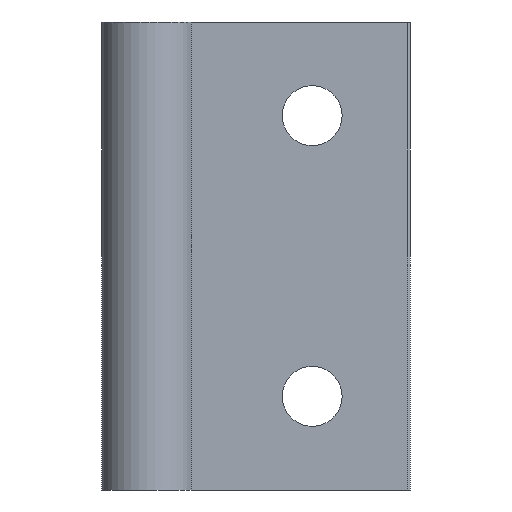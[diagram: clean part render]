
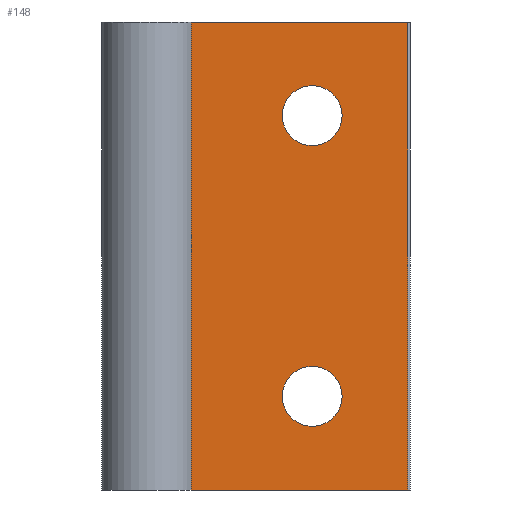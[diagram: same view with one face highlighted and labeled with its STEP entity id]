
A CAD part, front view. The second image highlights one B-rep face of the part: STEP entity #148.
In plain terms, the highlighted planar face has unit normal (0, -1, 0).
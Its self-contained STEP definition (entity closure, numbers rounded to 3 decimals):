
#16 = DIRECTION ( 'NONE',  ( 0., 0., 1. ) ) ;
#24 = CARTESIAN_POINT ( 'NONE',  ( 4.583, -2., -25. ) ) ;
#35 = DIRECTION ( 'NONE',  ( 0., -1., 0. ) ) ;
#39 = DIRECTION ( 'NONE',  ( 0., 0., 1. ) ) ;
#82 = AXIS2_PLACEMENT_3D ( 'NONE', #603, #605, #16 ) ;
#90 = AXIS2_PLACEMENT_3D ( 'NONE', #867, #815, #572 ) ;
#102 = AXIS2_PLACEMENT_3D ( 'NONE', #799, #817, #541 ) ;
#107 = VERTEX_POINT ( 'NONE', #494 ) ;
#124 = VERTEX_POINT ( 'NONE', #333 ) ;
#128 = AXIS2_PLACEMENT_3D ( 'NONE', #670, #35, #39 ) ;
#148 = ADVANCED_FACE ( 'NONE', ( #154, #729, #607 ), #227, .F. ) ;
#154 = FACE_OUTER_BOUND ( 'NONE', #479, .T. ) ;
#165 = VECTOR ( 'NONE', #838, 1000. ) ;
#166 = CIRCLE ( 'NONE', #128, 3.2 ) ;
#167 = AXIS2_PLACEMENT_3D ( 'NONE', #780, #858, #722 ) ;
#174 = LINE ( 'NONE', #390, #724 ) ;
#185 = LINE ( 'NONE', #622, #186 ) ;
#186 = VECTOR ( 'NONE', #710, 1000. ) ;
#223 = CIRCLE ( 'NONE', #90, 3.2 ) ;
#226 = CIRCLE ( 'NONE', #82, 3.2 ) ;
#227 = PLANE ( 'NONE',  #167 ) ;
#243 = LINE ( 'NONE', #874, #246 ) ;
#246 = VECTOR ( 'NONE', #719, 1000. ) ;
#299 = EDGE_LOOP ( 'NONE', ( #796, #323 ) ) ;
#303 = VERTEX_POINT ( 'NONE', #812 ) ;
#323 = ORIENTED_EDGE ( 'NONE', *, *, #377, .F. ) ;
#331 = VERTEX_POINT ( 'NONE', #790 ) ;
#332 = ORIENTED_EDGE ( 'NONE', *, *, #655, .F. ) ;
#333 = CARTESIAN_POINT ( 'NONE',  ( 17.5, -2., 11.8 ) ) ;
#371 = EDGE_CURVE ( 'NONE', #303, #107, #415, .T. ) ;
#377 = EDGE_CURVE ( 'NONE', #467, #652, #166, .T. ) ;
#390 = CARTESIAN_POINT ( 'NONE',  ( 4.583, -2., 25. ) ) ;
#408 = ORIENTED_EDGE ( 'NONE', *, *, #474, .F. ) ;
#409 = ORIENTED_EDGE ( 'NONE', *, *, #696, .F. ) ;
#411 = ORIENTED_EDGE ( 'NONE', *, *, #423, .F. ) ;
#413 = VERTEX_POINT ( 'NONE', #871 ) ;
#415 = LINE ( 'NONE', #24, #165 ) ;
#417 = VERTEX_POINT ( 'NONE', #706 ) ;
#418 = ORIENTED_EDGE ( 'NONE', *, *, #371, .F. ) ;
#421 = ORIENTED_EDGE ( 'NONE', *, *, #430, .F. ) ;
#423 = EDGE_CURVE ( 'NONE', #107, #413, #174, .T. ) ;
#430 = EDGE_CURVE ( 'NONE', #331, #124, #802, .T. ) ;
#467 = VERTEX_POINT ( 'NONE', #621 ) ;
#474 = EDGE_CURVE ( 'NONE', #417, #303, #185, .T. ) ;
#479 = EDGE_LOOP ( 'NONE', ( #408, #409, #411, #418 ) ) ;
#494 = CARTESIAN_POINT ( 'NONE',  ( 4.583, -2., -25. ) ) ;
#541 = DIRECTION ( 'NONE',  ( 0., 0., 1. ) ) ;
#569 = CARTESIAN_POINT ( 'NONE',  ( 17.5, -2., -11.8 ) ) ;
#572 = DIRECTION ( 'NONE',  ( 0., 0., 1. ) ) ;
#603 = CARTESIAN_POINT ( 'NONE',  ( 17.5, -2., -15. ) ) ;
#605 = DIRECTION ( 'NONE',  ( 0., -1., 0. ) ) ;
#607 = FACE_BOUND ( 'NONE', #299, .T. ) ;
#621 = CARTESIAN_POINT ( 'NONE',  ( 17.5, -2., -18.2 ) ) ;
#622 = CARTESIAN_POINT ( 'NONE',  ( 27.7, -2., 25. ) ) ;
#652 = VERTEX_POINT ( 'NONE', #569 ) ;
#655 = EDGE_CURVE ( 'NONE', #124, #331, #223, .T. ) ;
#666 = EDGE_CURVE ( 'NONE', #652, #467, #226, .T. ) ;
#670 = CARTESIAN_POINT ( 'NONE',  ( 17.5, -2., -15. ) ) ;
#696 = EDGE_CURVE ( 'NONE', #413, #417, #243, .T. ) ;
#706 = CARTESIAN_POINT ( 'NONE',  ( 27.7, -2., 25. ) ) ;
#710 = DIRECTION ( 'NONE',  ( 0., 0., -1. ) ) ;
#719 = DIRECTION ( 'NONE',  ( 1., 0., 0. ) ) ;
#722 = DIRECTION ( 'NONE',  ( -1., 0., 0. ) ) ;
#724 = VECTOR ( 'NONE', #878, 1000. ) ;
#729 = FACE_BOUND ( 'NONE', #828, .T. ) ;
#780 = CARTESIAN_POINT ( 'NONE',  ( 4.583, -2., 25. ) ) ;
#790 = CARTESIAN_POINT ( 'NONE',  ( 17.5, -2., 18.2 ) ) ;
#796 = ORIENTED_EDGE ( 'NONE', *, *, #666, .F. ) ;
#799 = CARTESIAN_POINT ( 'NONE',  ( 17.5, -2., 15. ) ) ;
#802 = CIRCLE ( 'NONE', #102, 3.2 ) ;
#812 = CARTESIAN_POINT ( 'NONE',  ( 27.7, -2., -25. ) ) ;
#815 = DIRECTION ( 'NONE',  ( 0., -1., 0. ) ) ;
#817 = DIRECTION ( 'NONE',  ( 0., -1., 0. ) ) ;
#828 = EDGE_LOOP ( 'NONE', ( #421, #332 ) ) ;
#838 = DIRECTION ( 'NONE',  ( -1., 0., 0. ) ) ;
#858 = DIRECTION ( 'NONE',  ( 0., 1., 0. ) ) ;
#867 = CARTESIAN_POINT ( 'NONE',  ( 17.5, -2., 15. ) ) ;
#871 = CARTESIAN_POINT ( 'NONE',  ( 4.583, -2., 25. ) ) ;
#874 = CARTESIAN_POINT ( 'NONE',  ( 4.583, -2., 25. ) ) ;
#878 = DIRECTION ( 'NONE',  ( 0., 0., 1. ) ) ;
